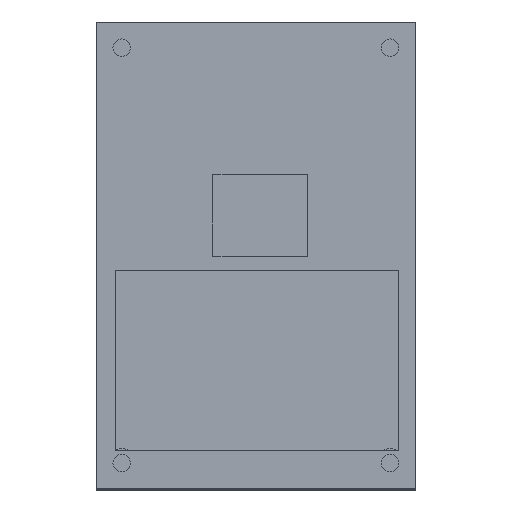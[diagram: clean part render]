
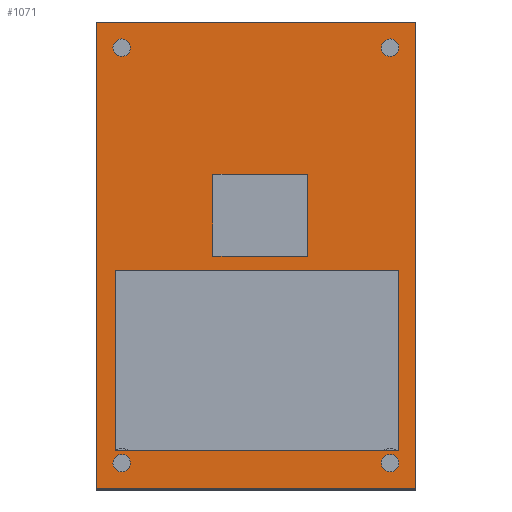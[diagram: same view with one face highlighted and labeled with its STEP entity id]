
A CAD part, top view. The second image highlights one B-rep face of the part: STEP entity #1071.
In plain terms, the highlighted planar face has unit normal (0, 0, 1).
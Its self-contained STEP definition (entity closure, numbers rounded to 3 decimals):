
#19=FACE_BOUND('',#197,.T.);
#20=FACE_BOUND('',#198,.T.);
#21=FACE_BOUND('',#199,.T.);
#22=FACE_BOUND('',#200,.T.);
#23=FACE_BOUND('',#201,.T.);
#24=FACE_BOUND('',#202,.T.);
#56=CIRCLE('',#1169,1.7);
#58=CIRCLE('',#1172,1.7);
#60=CIRCLE('',#1175,1.7);
#62=CIRCLE('',#1178,1.7);
#135=FACE_OUTER_BOUND('',#196,.T.);
#196=EDGE_LOOP('',(#927,#928,#929,#930));
#197=EDGE_LOOP('',(#931,#932,#933,#934));
#198=EDGE_LOOP('',(#935,#936,#937,#938));
#199=EDGE_LOOP('',(#939));
#200=EDGE_LOOP('',(#940));
#201=EDGE_LOOP('',(#941));
#202=EDGE_LOOP('',(#942));
#293=LINE('',#1685,#413);
#296=LINE('',#1691,#416);
#299=LINE('',#1697,#419);
#302=LINE('',#1701,#422);
#305=LINE('',#1709,#425);
#308=LINE('',#1715,#428);
#311=LINE('',#1721,#431);
#314=LINE('',#1725,#434);
#321=LINE('',#1757,#441);
#324=LINE('',#1763,#444);
#327=LINE('',#1769,#447);
#330=LINE('',#1773,#450);
#413=VECTOR('',#1396,10.);
#416=VECTOR('',#1401,10.);
#419=VECTOR('',#1406,10.);
#422=VECTOR('',#1411,10.);
#425=VECTOR('',#1416,10.);
#428=VECTOR('',#1421,10.);
#431=VECTOR('',#1426,10.);
#434=VECTOR('',#1431,10.);
#441=VECTOR('',#1464,10.);
#444=VECTOR('',#1469,10.);
#447=VECTOR('',#1474,10.);
#450=VECTOR('',#1479,10.);
#501=VERTEX_POINT('',#1682);
#502=VERTEX_POINT('',#1684);
#504=VERTEX_POINT('',#1690);
#506=VERTEX_POINT('',#1696);
#509=VERTEX_POINT('',#1706);
#510=VERTEX_POINT('',#1708);
#512=VERTEX_POINT('',#1714);
#514=VERTEX_POINT('',#1720);
#515=VERTEX_POINT('',#1727);
#517=VERTEX_POINT('',#1733);
#519=VERTEX_POINT('',#1739);
#521=VERTEX_POINT('',#1745);
#525=VERTEX_POINT('',#1754);
#526=VERTEX_POINT('',#1756);
#528=VERTEX_POINT('',#1762);
#530=VERTEX_POINT('',#1768);
#629=EDGE_CURVE('',#502,#501,#293,.T.);
#632=EDGE_CURVE('',#504,#502,#296,.T.);
#635=EDGE_CURVE('',#506,#504,#299,.T.);
#638=EDGE_CURVE('',#501,#506,#302,.T.);
#641=EDGE_CURVE('',#510,#509,#305,.T.);
#644=EDGE_CURVE('',#512,#510,#308,.T.);
#647=EDGE_CURVE('',#514,#512,#311,.T.);
#650=EDGE_CURVE('',#509,#514,#314,.T.);
#651=EDGE_CURVE('',#515,#515,#56,.T.);
#654=EDGE_CURVE('',#517,#517,#58,.T.);
#657=EDGE_CURVE('',#519,#519,#60,.T.);
#660=EDGE_CURVE('',#521,#521,#62,.T.);
#665=EDGE_CURVE('',#526,#525,#321,.T.);
#668=EDGE_CURVE('',#528,#526,#324,.T.);
#671=EDGE_CURVE('',#530,#528,#327,.T.);
#674=EDGE_CURVE('',#525,#530,#330,.T.);
#927=ORIENTED_EDGE('',*,*,#674,.T.);
#928=ORIENTED_EDGE('',*,*,#671,.T.);
#929=ORIENTED_EDGE('',*,*,#668,.T.);
#930=ORIENTED_EDGE('',*,*,#665,.T.);
#931=ORIENTED_EDGE('',*,*,#635,.T.);
#932=ORIENTED_EDGE('',*,*,#632,.T.);
#933=ORIENTED_EDGE('',*,*,#629,.T.);
#934=ORIENTED_EDGE('',*,*,#638,.T.);
#935=ORIENTED_EDGE('',*,*,#647,.T.);
#936=ORIENTED_EDGE('',*,*,#644,.T.);
#937=ORIENTED_EDGE('',*,*,#641,.T.);
#938=ORIENTED_EDGE('',*,*,#650,.T.);
#939=ORIENTED_EDGE('',*,*,#660,.T.);
#940=ORIENTED_EDGE('',*,*,#657,.T.);
#941=ORIENTED_EDGE('',*,*,#654,.T.);
#942=ORIENTED_EDGE('',*,*,#651,.T.);
#1010=PLANE('',#1184);
#1071=ADVANCED_FACE('',(#135,#19,#20,#21,#22,#23,#24),#1010,.T.);
#1169=AXIS2_PLACEMENT_3D('',#1728,#1434,#1435);
#1172=AXIS2_PLACEMENT_3D('',#1734,#1441,#1442);
#1175=AXIS2_PLACEMENT_3D('',#1740,#1448,#1449);
#1178=AXIS2_PLACEMENT_3D('',#1746,#1455,#1456);
#1184=AXIS2_PLACEMENT_3D('',#1774,#1480,#1481);
#1396=DIRECTION('',(0.,1.,0.));
#1401=DIRECTION('',(-1.,0.,0.));
#1406=DIRECTION('',(0.,-1.,0.));
#1411=DIRECTION('',(1.,0.,0.));
#1416=DIRECTION('',(0.,1.,0.));
#1421=DIRECTION('',(-1.,0.,0.));
#1426=DIRECTION('',(0.,-1.,0.));
#1431=DIRECTION('',(1.,0.,0.));
#1434=DIRECTION('center_axis',(0.,0.,-1.));
#1435=DIRECTION('ref_axis',(1.,0.,0.));
#1441=DIRECTION('center_axis',(0.,0.,-1.));
#1442=DIRECTION('ref_axis',(1.,0.,0.));
#1448=DIRECTION('center_axis',(0.,0.,-1.));
#1449=DIRECTION('ref_axis',(1.,0.,0.));
#1455=DIRECTION('center_axis',(0.,0.,-1.));
#1456=DIRECTION('ref_axis',(1.,0.,0.));
#1464=DIRECTION('',(-1.,0.,0.));
#1469=DIRECTION('',(0.,1.,0.));
#1474=DIRECTION('',(1.,0.,0.));
#1479=DIRECTION('',(0.,-1.,0.));
#1480=DIRECTION('center_axis',(0.,0.,1.));
#1481=DIRECTION('ref_axis',(1.,0.,0.));
#1682=CARTESIAN_POINT('',(-8.354,15.749,1.5));
#1684=CARTESIAN_POINT('',(-8.354,-0.178,1.5));
#1685=CARTESIAN_POINT('',(-8.354,-0.089,1.5));
#1690=CARTESIAN_POINT('',(10.02,-0.178,1.5));
#1691=CARTESIAN_POINT('',(5.01,-0.178,1.5));
#1696=CARTESIAN_POINT('',(10.02,15.749,1.5));
#1697=CARTESIAN_POINT('',(10.02,7.875,1.5));
#1701=CARTESIAN_POINT('',(-4.177,15.749,1.5));
#1706=CARTESIAN_POINT('',(-27.31,-2.845,1.5));
#1708=CARTESIAN_POINT('',(-27.31,-37.845,1.5));
#1709=CARTESIAN_POINT('',(-27.31,-18.923,1.5));
#1714=CARTESIAN_POINT('',(27.69,-37.845,1.5));
#1715=CARTESIAN_POINT('',(13.845,-37.845,1.5));
#1720=CARTESIAN_POINT('',(27.69,-2.845,1.5));
#1721=CARTESIAN_POINT('',(27.69,-1.423,1.5));
#1725=CARTESIAN_POINT('',(-13.655,-2.845,1.5));
#1727=CARTESIAN_POINT('',(24.375,40.363,1.5));
#1728=CARTESIAN_POINT('Origin',(26.075,40.363,1.5));
#1733=CARTESIAN_POINT('',(-27.775,-40.363,1.5));
#1734=CARTESIAN_POINT('Origin',(-26.075,-40.363,1.5));
#1739=CARTESIAN_POINT('',(24.375,-40.363,1.5));
#1740=CARTESIAN_POINT('Origin',(26.075,-40.363,1.5));
#1745=CARTESIAN_POINT('',(-27.775,40.363,1.5));
#1746=CARTESIAN_POINT('Origin',(-26.075,40.363,1.5));
#1754=CARTESIAN_POINT('',(-31.075,45.363,1.5));
#1756=CARTESIAN_POINT('',(31.075,45.363,1.5));
#1757=CARTESIAN_POINT('',(31.075,45.363,1.5));
#1762=CARTESIAN_POINT('',(31.075,-45.363,1.5));
#1763=CARTESIAN_POINT('',(31.075,-45.363,1.5));
#1768=CARTESIAN_POINT('',(-31.075,-45.363,1.5));
#1769=CARTESIAN_POINT('',(-31.075,-45.363,1.5));
#1773=CARTESIAN_POINT('',(-31.075,45.363,1.5));
#1774=CARTESIAN_POINT('Origin',(0.,0.,1.5));
